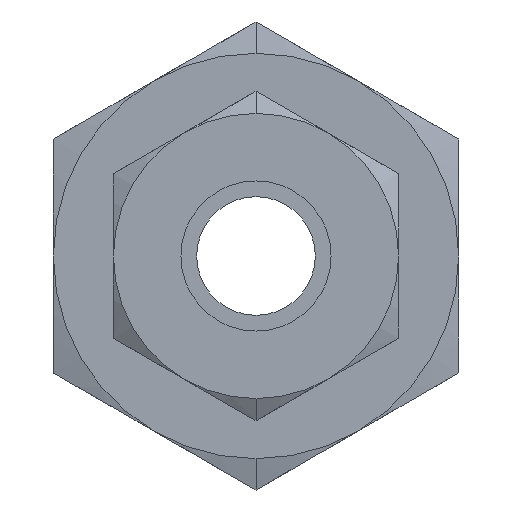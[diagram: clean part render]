
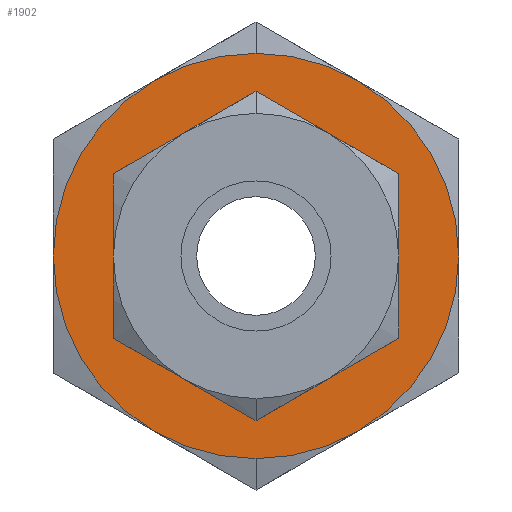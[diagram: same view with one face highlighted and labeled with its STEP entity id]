
A CAD part, left-side view. The second image highlights one B-rep face of the part: STEP entity #1902.
In plain terms, the highlighted planar face has unit normal (-1, 0, 0).
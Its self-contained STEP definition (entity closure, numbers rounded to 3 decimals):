
#17 = ORIENTED_EDGE ( 'NONE', *, *, #9575, .T. ) ;
#65 = CARTESIAN_POINT ( 'NONE',  ( 19.5, 0., 0. ) ) ;
#187 = FACE_OUTER_BOUND ( 'NONE', #2382, .T. ) ;
#228 = EDGE_CURVE ( 'NONE', #6899, #6167, #733, .T. ) ;
#287 = CIRCLE ( 'NONE', #9593, 13.5 ) ;
#484 = CARTESIAN_POINT ( 'NONE',  ( 19.5, 0., -7.182 ) ) ;
#489 = ORIENTED_EDGE ( 'NONE', *, *, #8820, .T. ) ;
#513 = CARTESIAN_POINT ( 'NONE',  ( 19.5, 0., 0. ) ) ;
#708 = VERTEX_POINT ( 'NONE', #2825 ) ;
#733 = CIRCLE ( 'NONE', #6150, 13.5 ) ;
#736 = DIRECTION ( 'NONE',  ( -1., 0., 0. ) ) ;
#828 = DIRECTION ( 'NONE',  ( 0., -0.5, -0.866 ) ) ;
#873 = CIRCLE ( 'NONE', #6294, 7.182 ) ;
#1063 = CARTESIAN_POINT ( 'NONE',  ( 19.5, 0., 0. ) ) ;
#1065 = CIRCLE ( 'NONE', #5244, 13.5 ) ;
#1087 = CARTESIAN_POINT ( 'NONE',  ( 19.5, 0., 0. ) ) ;
#1228 = EDGE_CURVE ( 'NONE', #5439, #6899, #1889, .T. ) ;
#1270 = ORIENTED_EDGE ( 'NONE', *, *, #2013, .T. ) ;
#1301 = DIRECTION ( 'NONE',  ( 1., 0., 0. ) ) ;
#1391 = VERTEX_POINT ( 'NONE', #4185 ) ;
#1724 = AXIS2_PLACEMENT_3D ( 'NONE', #3242, #5268, #7632 ) ;
#1807 = EDGE_CURVE ( 'NONE', #8397, #4133, #1065, .T. ) ;
#1889 = CIRCLE ( 'NONE', #3130, 13.5 ) ;
#1902 = ADVANCED_FACE ( 'NONE', ( #8273, #187 ), #5477, .F. ) ;
#2013 = EDGE_CURVE ( 'NONE', #1391, #7451, #4071, .T. ) ;
#2131 = CIRCLE ( 'NONE', #8621, 13.5 ) ;
#2382 = EDGE_LOOP ( 'NONE', ( #5665, #3269, #7705, #6178, #9490, #6721, #4563, #489 ) ) ;
#2396 = CARTESIAN_POINT ( 'NONE',  ( 19.5, 0., 0. ) ) ;
#2437 = CARTESIAN_POINT ( 'NONE',  ( 19.5, 6.75, 11.691 ) ) ;
#2825 = CARTESIAN_POINT ( 'NONE',  ( 19.5, 6.75, -11.691 ) ) ;
#2972 = EDGE_LOOP ( 'NONE', ( #17, #1270 ) ) ;
#2996 = CIRCLE ( 'NONE', #4694, 13.5 ) ;
#3130 = AXIS2_PLACEMENT_3D ( 'NONE', #1087, #6993, #6222 ) ;
#3242 = CARTESIAN_POINT ( 'NONE',  ( 19.5, 0., 0. ) ) ;
#3269 = ORIENTED_EDGE ( 'NONE', *, *, #1228, .T. ) ;
#3476 = DIRECTION ( 'NONE',  ( 0., 0., -1. ) ) ;
#3503 = DIRECTION ( 'NONE',  ( 1., 0., 0. ) ) ;
#3614 = CARTESIAN_POINT ( 'NONE',  ( 19.5, -6.75, 11.691 ) ) ;
#3628 = CARTESIAN_POINT ( 'NONE',  ( 19.5, 13.5, 0. ) ) ;
#3658 = CARTESIAN_POINT ( 'NONE',  ( 19.5, 0., 13.5 ) ) ;
#3710 = DIRECTION ( 'NONE',  ( -1., 0., 0. ) ) ;
#3826 = VERTEX_POINT ( 'NONE', #9052 ) ;
#3941 = AXIS2_PLACEMENT_3D ( 'NONE', #1063, #4808, #5384 ) ;
#4071 = CIRCLE ( 'NONE', #8092, 7.182 ) ;
#4098 = DIRECTION ( 'NONE',  ( -1., 0., 0. ) ) ;
#4133 = VERTEX_POINT ( 'NONE', #8896 ) ;
#4185 = CARTESIAN_POINT ( 'NONE',  ( 19.5, 0., 7.182 ) ) ;
#4227 = DIRECTION ( 'NONE',  ( 0., 0., -1. ) ) ;
#4563 = ORIENTED_EDGE ( 'NONE', *, *, #9439, .T. ) ;
#4694 = AXIS2_PLACEMENT_3D ( 'NONE', #65, #3710, #5928 ) ;
#4808 = DIRECTION ( 'NONE',  ( 1., 0., 0. ) ) ;
#4899 = DIRECTION ( 'NONE',  ( 0., 0., 1. ) ) ;
#5244 = AXIS2_PLACEMENT_3D ( 'NONE', #513, #4098, #3476 ) ;
#5253 = DIRECTION ( 'NONE',  ( -1., 0., 0. ) ) ;
#5254 = EDGE_CURVE ( 'NONE', #6167, #708, #8838, .T. ) ;
#5268 = DIRECTION ( 'NONE',  ( -1., 0., 0. ) ) ;
#5384 = DIRECTION ( 'NONE',  ( 0., 1., 0. ) ) ;
#5439 = VERTEX_POINT ( 'NONE', #3658 ) ;
#5450 = VERTEX_POINT ( 'NONE', #3614 ) ;
#5477 = PLANE ( 'NONE',  #3941 ) ;
#5570 = CARTESIAN_POINT ( 'NONE',  ( 19.5, 0., 0. ) ) ;
#5612 = EDGE_CURVE ( 'NONE', #708, #8397, #287, .T. ) ;
#5665 = ORIENTED_EDGE ( 'NONE', *, *, #8225, .T. ) ;
#5676 = CARTESIAN_POINT ( 'NONE',  ( 19.5, 0., -13.5 ) ) ;
#5928 = DIRECTION ( 'NONE',  ( 0., -0.5, 0.866 ) ) ;
#5940 = DIRECTION ( 'NONE',  ( 0., -1., 0. ) ) ;
#6150 = AXIS2_PLACEMENT_3D ( 'NONE', #7395, #7348, #9545 ) ;
#6167 = VERTEX_POINT ( 'NONE', #3628 ) ;
#6178 = ORIENTED_EDGE ( 'NONE', *, *, #5254, .T. ) ;
#6222 = DIRECTION ( 'NONE',  ( 0., 0., 1. ) ) ;
#6294 = AXIS2_PLACEMENT_3D ( 'NONE', #7800, #3503, #4227 ) ;
#6453 = CIRCLE ( 'NONE', #7696, 13.5 ) ;
#6721 = ORIENTED_EDGE ( 'NONE', *, *, #1807, .T. ) ;
#6899 = VERTEX_POINT ( 'NONE', #2437 ) ;
#6993 = DIRECTION ( 'NONE',  ( -1., 0., 0. ) ) ;
#7348 = DIRECTION ( 'NONE',  ( -1., 0., 0. ) ) ;
#7367 = CARTESIAN_POINT ( 'NONE',  ( 19.5, 0., 0. ) ) ;
#7395 = CARTESIAN_POINT ( 'NONE',  ( 19.5, 0., 0. ) ) ;
#7423 = DIRECTION ( 'NONE',  ( 0., 0.5, -0.866 ) ) ;
#7451 = VERTEX_POINT ( 'NONE', #484 ) ;
#7632 = DIRECTION ( 'NONE',  ( 0., 1., 0. ) ) ;
#7696 = AXIS2_PLACEMENT_3D ( 'NONE', #9001, #8902, #5940 ) ;
#7705 = ORIENTED_EDGE ( 'NONE', *, *, #228, .T. ) ;
#7800 = CARTESIAN_POINT ( 'NONE',  ( 19.5, 0., 0. ) ) ;
#8092 = AXIS2_PLACEMENT_3D ( 'NONE', #5570, #1301, #4899 ) ;
#8225 = EDGE_CURVE ( 'NONE', #5450, #5439, #2996, .T. ) ;
#8273 = FACE_BOUND ( 'NONE', #2972, .T. ) ;
#8397 = VERTEX_POINT ( 'NONE', #5676 ) ;
#8621 = AXIS2_PLACEMENT_3D ( 'NONE', #7367, #736, #828 ) ;
#8820 = EDGE_CURVE ( 'NONE', #3826, #5450, #6453, .T. ) ;
#8838 = CIRCLE ( 'NONE', #1724, 13.5 ) ;
#8896 = CARTESIAN_POINT ( 'NONE',  ( 19.5, -6.75, -11.691 ) ) ;
#8902 = DIRECTION ( 'NONE',  ( -1., 0., 0. ) ) ;
#9001 = CARTESIAN_POINT ( 'NONE',  ( 19.5, 0., 0. ) ) ;
#9052 = CARTESIAN_POINT ( 'NONE',  ( 19.5, -13.5, 0. ) ) ;
#9439 = EDGE_CURVE ( 'NONE', #4133, #3826, #2131, .T. ) ;
#9490 = ORIENTED_EDGE ( 'NONE', *, *, #5612, .T. ) ;
#9545 = DIRECTION ( 'NONE',  ( 0., 0.5, 0.866 ) ) ;
#9575 = EDGE_CURVE ( 'NONE', #7451, #1391, #873, .T. ) ;
#9593 = AXIS2_PLACEMENT_3D ( 'NONE', #2396, #5253, #7423 ) ;
